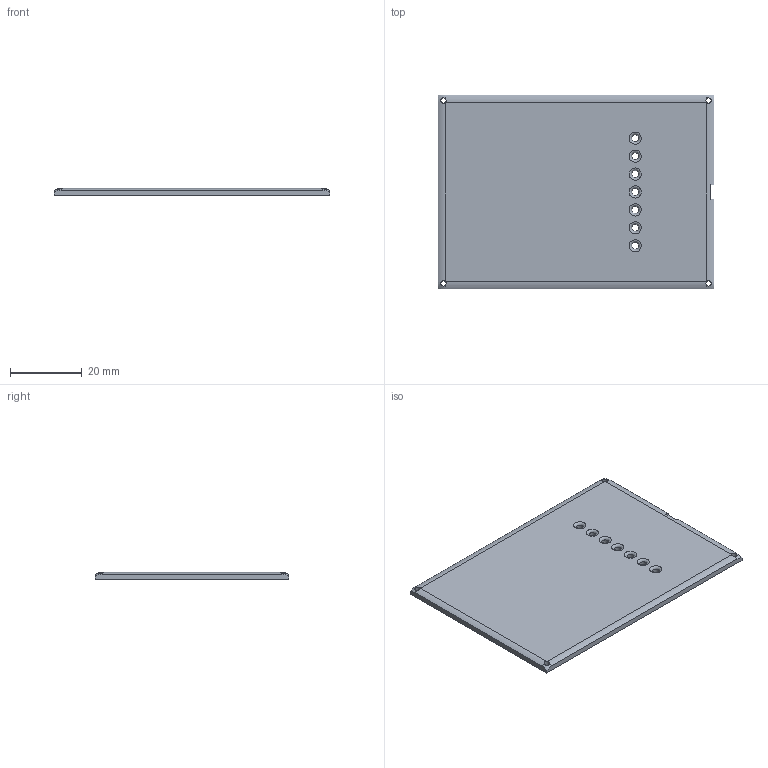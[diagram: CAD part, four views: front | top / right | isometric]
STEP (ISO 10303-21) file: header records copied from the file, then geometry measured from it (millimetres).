
FILE_DESCRIPTION(('STEP AP203'), '1');
FILE_NAME('êðûøêà', '', ('UNSPECIFIED'), ('UNSPECIFIED'), 'C3D Converter', 'C3D Toolkit', '');
FILE_SCHEMA(('CONFIG_CONTROL_DESIGN'));
Length unit declared in the file: millimetre
Bounding box: 77 x 54 x 2 mm (x, y, z)
Volume: 8155.4 mm3; surface area: 8771 mm2
Topology: 1 solids, 1 shells, 36 faces, 107 edges, 69 vertices
Faces by surface type: cylinder 15, plane 10, torus 7, sphere 4
Full cylindrical faces by diameter (mm): 1.5 x4, 2 x7
Entity records: 1777 total; most frequent: CARTESIAN_POINT 505, DIRECTION 194, ORIENTED_EDGE 178, EDGE_CURVE 89, AXIS2_PLACEMENT_3D 84, EDGE_LOOP 72, VERTEX_POINT 69, CIRCLE 47
